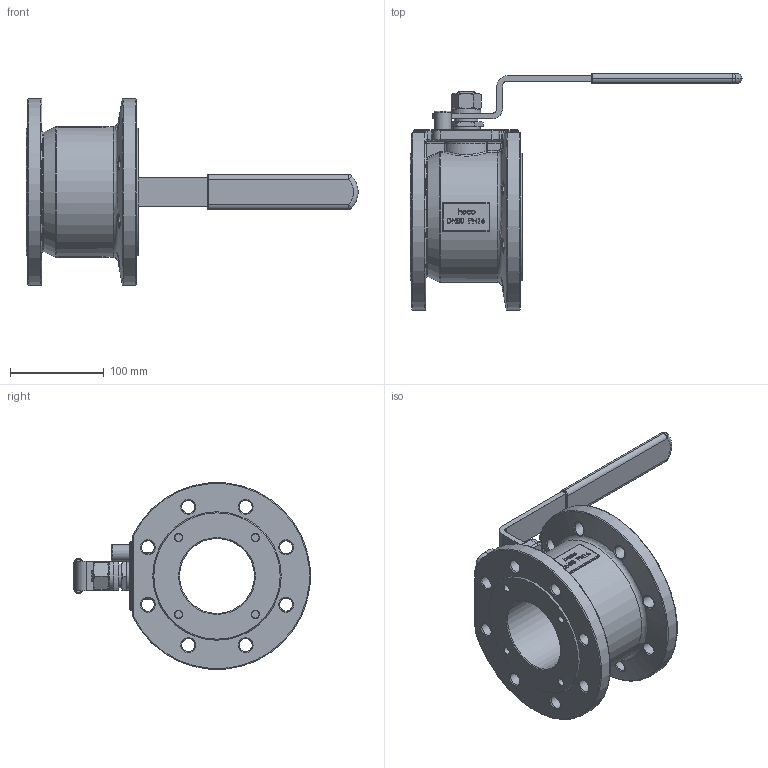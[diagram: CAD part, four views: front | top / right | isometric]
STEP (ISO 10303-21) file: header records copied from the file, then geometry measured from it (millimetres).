
FILE_DESCRIPTION (( 'STEP AP214' ), '1' );
FILE_NAME ('KK-300-000-4 Kugelhahn heco.STEP', '2014-10-21T09:07:41', ( 'test' ), ( '' ), 'SwSTEP 2.0', 'SolidWorks 2011', '' );
FILE_SCHEMA (( 'AUTOMOTIVE_DESIGN' ));
Length unit declared in the file: millimetre
Products named in the file (1): KK-300-000-4 Kugelhahn heco
Bounding box: 354.92 x 252.62 x 199.41 mm (x, y, z)
Volume: 1905134.5 mm3; surface area: 221381.3 mm2
Topology: 2 solids, 2 shells, 869 faces, 2183 edges, 1336 vertices
Faces by surface type: bspline 286, plane 269, cylinder 159, torus 64, cone 51, sphere 40
Full cylindrical faces by diameter (mm): 8 x4, 8.5 x4, 13.36 x1, 14 x16, 17.5 x1, 25 x1, 30 x1, 31 x1, 80 x1
Entity records: 51804 total; most frequent: CARTESIAN_POINT 24006, ORIENTED_EDGE 4056, DIRECTION 3075, EDGE_CURVE 2028, VERTEX_POINT 1288, AXIS2_PLACEMENT_3D 1092, EDGE_LOOP 1034, FACE_OUTER_BOUND 909
